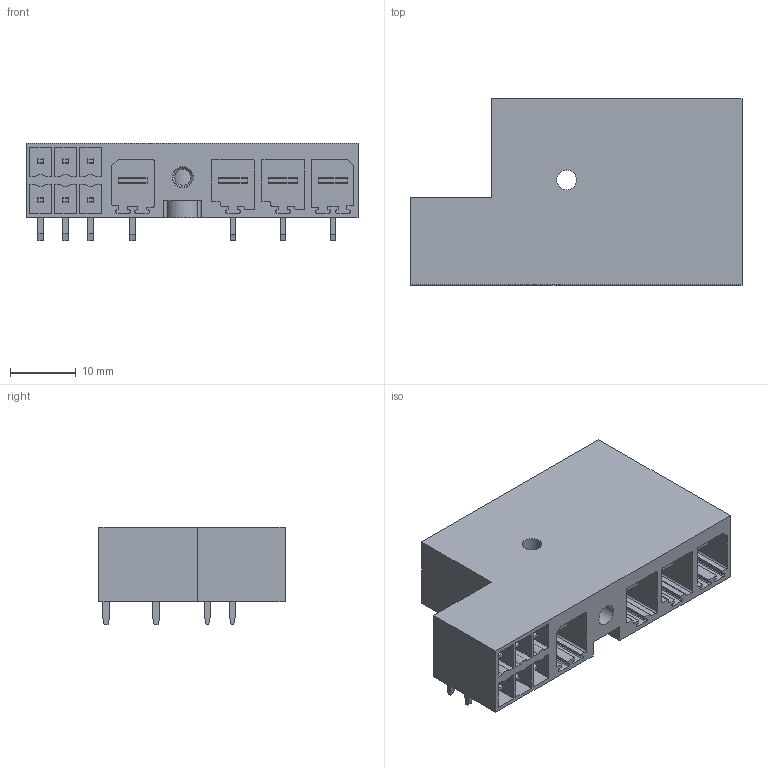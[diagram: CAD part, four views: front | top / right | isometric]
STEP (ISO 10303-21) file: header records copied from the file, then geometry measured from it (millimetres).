
FILE_DESCRIPTION(('CATIA V5 STEP Exchange'),'2;1');
FILE_NAME ('D1448407_0_1090140000_1090140000.stp','2018-11-27T09:56:21+00:00',('none'),('Weidmueller'),'CATIA Version 5-6 Release 2014','CATIA V5 STEP AP203','none');
FILE_SCHEMA(('CONFIG_CONTROL_DESIGN'));
Length unit declared in the file: millimetre
Products named in the file (1): 1090140000
Bounding box: 50.5 x 28.3 x 14.9 mm (x, y, z)
Volume: 10043.2 mm3; surface area: 9775.7 mm2
Topology: 12 solids, 12 shells, 498 faces, 1387 edges, 919 vertices
Faces by surface type: plane 431, cylinder 65, cone 2
Entity records: 13029 total; most frequent: ORIENTED_EDGE 2774, CARTESIAN_POINT 2193, DIRECTION 1607, EDGE_CURVE 1211, VECTOR 1095, LINE 1095, VERTEX_POINT 783, EDGE_LOOP 538
